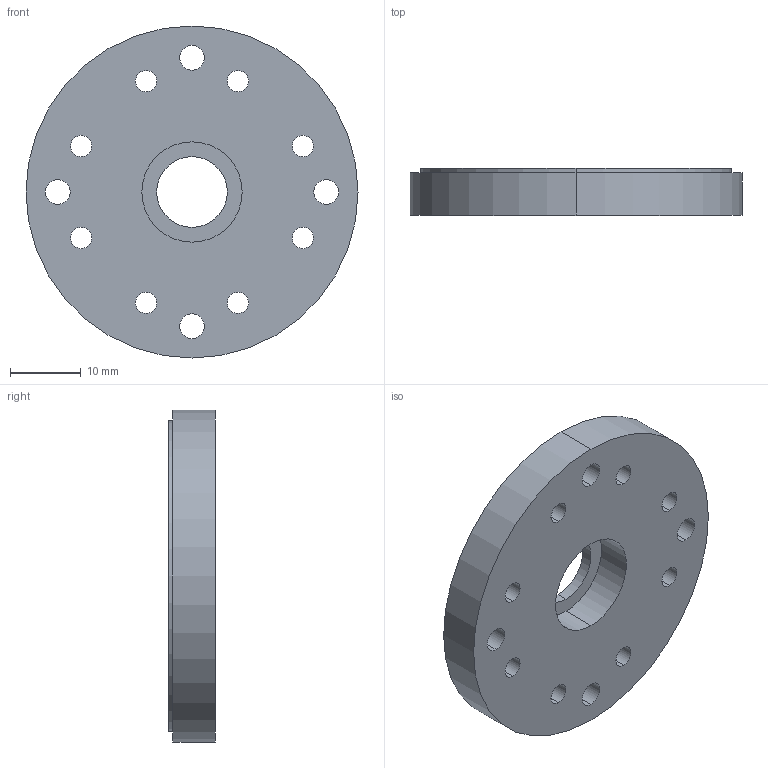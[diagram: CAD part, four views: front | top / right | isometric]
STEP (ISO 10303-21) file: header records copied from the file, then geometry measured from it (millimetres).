
FILE_DESCRIPTION (( 'STEP AP214' ), '1' );
FILE_NAME ('top carrier.STEP', '2024-11-07T17:16:59', ( '' ), ( '' ), 'SwSTEP 2.0', 'SolidWorks 2023', '' );
FILE_SCHEMA (( 'AUTOMOTIVE_DESIGN' ));
Length unit declared in the file: millimetre
Products named in the file (1): top carrier
Bounding box: 47 x 6.6 x 47 mm (x, y, z)
Volume: 9607.6 mm3; surface area: 5228.2 mm2
Topology: 1 solids, 1 shells, 48 faces, 120 edges, 80 vertices
Faces by surface type: cylinder 40, plane 8
Entity records: 1559 total; most frequent: DIRECTION 298, CARTESIAN_POINT 249, ORIENTED_EDGE 240, AXIS2_PLACEMENT_3D 129, EDGE_CURVE 120, CIRCLE 80, VERTEX_POINT 80, EDGE_LOOP 80
